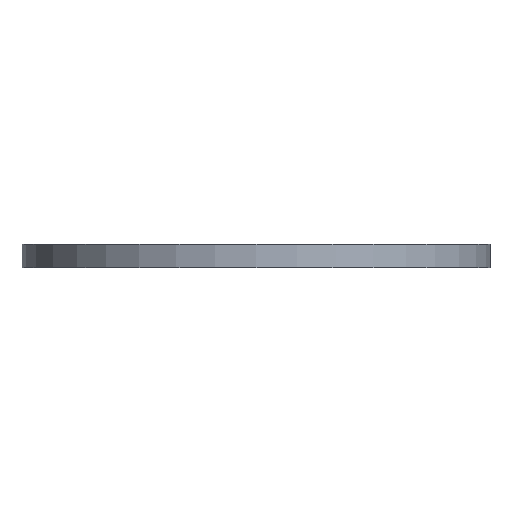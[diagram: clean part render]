
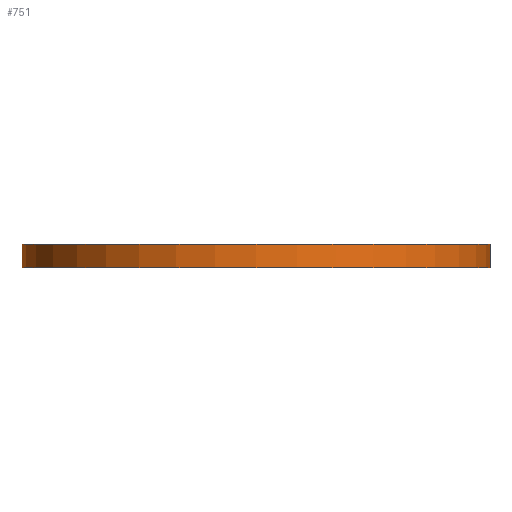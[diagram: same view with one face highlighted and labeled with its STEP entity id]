
A CAD part, front view. The second image highlights one B-rep face of the part: STEP entity #751.
In plain terms, the highlighted cylindrical face has radius 22.627 mm (diameter 45.255 mm), a partial arc.
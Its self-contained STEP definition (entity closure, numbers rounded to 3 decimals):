
#12 = ORIENTED_EDGE ( 'NONE', *, *, #96, .F. ) ;
#16 = CARTESIAN_POINT ( 'NONE',  ( -22.627, 0., 0. ) ) ;
#17 = AXIS2_PLACEMENT_3D ( 'NONE', #711, #684, #638 ) ;
#18 = CARTESIAN_POINT ( 'NONE',  ( -22.627, 0., 2.286 ) ) ;
#88 = EDGE_CURVE ( 'NONE', #389, #894, #930, .T. ) ;
#96 = EDGE_CURVE ( 'NONE', #405, #894, #1084, .T. ) ;
#134 = CARTESIAN_POINT ( 'NONE',  ( 0., 0., 2.286 ) ) ;
#142 = CIRCLE ( 'NONE', #316, 22.627 ) ;
#213 = CARTESIAN_POINT ( 'NONE',  ( 22.627, 0., 2.286 ) ) ;
#238 = DIRECTION ( 'NONE',  ( 0., 0., -1. ) ) ;
#257 = DIRECTION ( 'NONE',  ( -1., 0., 0. ) ) ;
#272 = LINE ( 'NONE', #18, #355 ) ;
#316 = AXIS2_PLACEMENT_3D ( 'NONE', #1177, #1174, #1172 ) ;
#344 = ORIENTED_EDGE ( 'NONE', *, *, #924, .F. ) ;
#355 = VECTOR ( 'NONE', #983, 1000. ) ;
#362 = EDGE_LOOP ( 'NONE', ( #12, #344, #841, #1049 ) ) ;
#389 = VERTEX_POINT ( 'NONE', #16 ) ;
#405 = VERTEX_POINT ( 'NONE', #213 ) ;
#472 = AXIS2_PLACEMENT_3D ( 'NONE', #134, #238, #257 ) ;
#542 = VERTEX_POINT ( 'NONE', #651 ) ;
#544 = FACE_OUTER_BOUND ( 'NONE', #362, .T. ) ;
#574 = CARTESIAN_POINT ( 'NONE',  ( 22.627, 0., 2.286 ) ) ;
#598 = EDGE_CURVE ( 'NONE', #542, #389, #272, .T. ) ;
#610 = CARTESIAN_POINT ( 'NONE',  ( 22.627, 0., 0. ) ) ;
#638 = DIRECTION ( 'NONE',  ( 1., 0., 0. ) ) ;
#651 = CARTESIAN_POINT ( 'NONE',  ( -22.627, 0., 2.286 ) ) ;
#684 = DIRECTION ( 'NONE',  ( 0., 0., 1. ) ) ;
#711 = CARTESIAN_POINT ( 'NONE',  ( 0., 0., 0. ) ) ;
#751 = ADVANCED_FACE ( 'NONE', ( #544 ), #829, .T. ) ;
#829 = CYLINDRICAL_SURFACE ( 'NONE', #472, 22.627 ) ;
#841 = ORIENTED_EDGE ( 'NONE', *, *, #598, .T. ) ;
#894 = VERTEX_POINT ( 'NONE', #610 ) ;
#924 = EDGE_CURVE ( 'NONE', #542, #405, #142, .T. ) ;
#930 = CIRCLE ( 'NONE', #17, 22.627 ) ;
#983 = DIRECTION ( 'NONE',  ( 0., 0., -1. ) ) ;
#1049 = ORIENTED_EDGE ( 'NONE', *, *, #88, .T. ) ;
#1066 = DIRECTION ( 'NONE',  ( 0., 0., -1. ) ) ;
#1084 = LINE ( 'NONE', #574, #1185 ) ;
#1172 = DIRECTION ( 'NONE',  ( 1., 0., 0. ) ) ;
#1174 = DIRECTION ( 'NONE',  ( 0., 0., 1. ) ) ;
#1177 = CARTESIAN_POINT ( 'NONE',  ( 0., 0., 2.286 ) ) ;
#1185 = VECTOR ( 'NONE', #1066, 1000. ) ;
